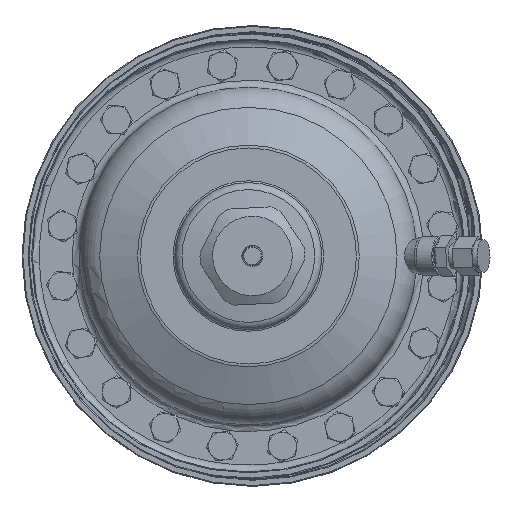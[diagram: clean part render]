
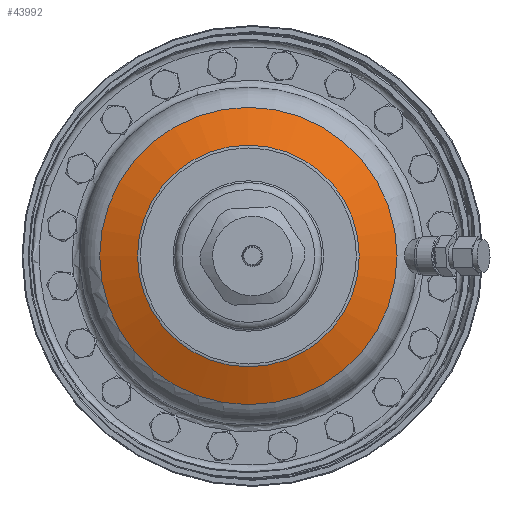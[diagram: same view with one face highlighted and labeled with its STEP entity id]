
A CAD part, front view. The second image highlights one B-rep face of the part: STEP entity #43992.
In plain terms, the highlighted toroidal (fillet/blend) face has major radius 0.139 mm and minor radius 200 mm.
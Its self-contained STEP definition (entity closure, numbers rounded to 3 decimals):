
#3516 = AXIS2_PLACEMENT_3D ( 'NONE', #35386, #46194, #41663 ) ;
#8526 = VERTEX_POINT ( 'NONE', #13390 ) ;
#9322 = EDGE_LOOP ( 'NONE', ( #61578 ) ) ;
#13390 = CARTESIAN_POINT ( 'NONE',  ( -2.333, -408.611, 84.985 ) ) ;
#16868 = TOROIDAL_SURFACE ( 'NONE', #3516, 0.139, 200. ) ;
#17069 = DIRECTION ( 'NONE',  ( 0., 0., 1. ) ) ;
#21376 = ORIENTED_EDGE ( 'NONE', *, *, #34989, .F. ) ;
#24974 = DIRECTION ( 'NONE',  ( 0., 1., 0. ) ) ;
#26974 = AXIS2_PLACEMENT_3D ( 'NONE', #53243, #24974, #47279 ) ;
#28282 = CARTESIAN_POINT ( 'NONE',  ( -2.333, -417.244, 63.364 ) ) ;
#34989 = EDGE_CURVE ( 'NONE', #8526, #8526, #57091, .T. ) ;
#35386 = CARTESIAN_POINT ( 'NONE',  ( -2.333, -227.5, 0. ) ) ;
#35856 = EDGE_LOOP ( 'NONE', ( #21376 ) ) ;
#37139 = CIRCLE ( 'NONE', #46059, 63.364 ) ;
#41663 = DIRECTION ( 'NONE',  ( 0., 0., 1. ) ) ;
#43938 = CARTESIAN_POINT ( 'NONE',  ( -2.333, -417.244, 0. ) ) ;
#43992 = ADVANCED_FACE ( 'NONE', ( #66824, #50098 ), #16868, .T. ) ;
#46059 = AXIS2_PLACEMENT_3D ( 'NONE', #43938, #65228, #17069 ) ;
#46194 = DIRECTION ( 'NONE',  ( 0., 1., 0. ) ) ;
#47279 = DIRECTION ( 'NONE',  ( 0., 0., 1. ) ) ;
#50098 = FACE_OUTER_BOUND ( 'NONE', #35856, .T. ) ;
#53243 = CARTESIAN_POINT ( 'NONE',  ( -2.333, -408.611, 0. ) ) ;
#57091 = CIRCLE ( 'NONE', #26974, 84.985 ) ;
#61116 = VERTEX_POINT ( 'NONE', #28282 ) ;
#61578 = ORIENTED_EDGE ( 'NONE', *, *, #67541, .T. ) ;
#65228 = DIRECTION ( 'NONE',  ( 0., 1., 0. ) ) ;
#66824 = FACE_OUTER_BOUND ( 'NONE', #9322, .T. ) ;
#67541 = EDGE_CURVE ( 'NONE', #61116, #61116, #37139, .T. ) ;
